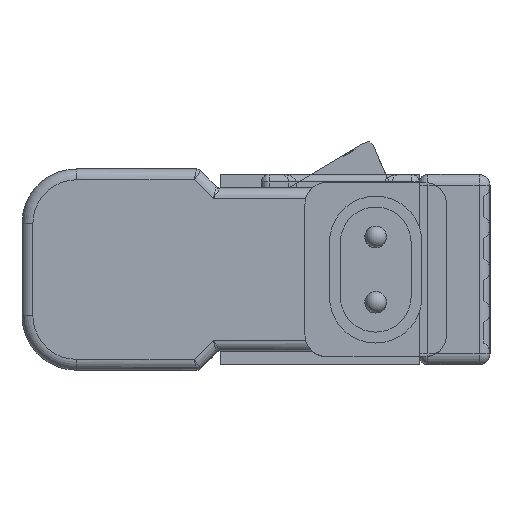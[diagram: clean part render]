
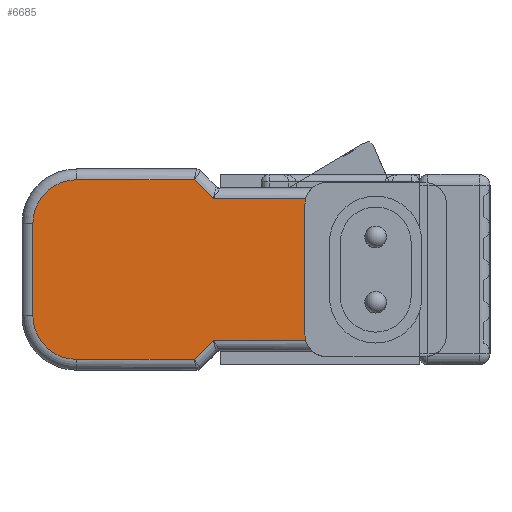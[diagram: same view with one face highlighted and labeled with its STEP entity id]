
A CAD part, left-side view. The second image highlights one B-rep face of the part: STEP entity #6685.
In plain terms, the highlighted planar face has unit normal (-1, 0, 0).
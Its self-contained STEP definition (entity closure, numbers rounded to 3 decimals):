
#63 = EDGE_CURVE ( 'NONE', #7235, #887, #238, .T. ) ;
#184 = EDGE_CURVE ( 'NONE', #887, #1691, #8398, .T. ) ;
#238 = CIRCLE ( 'NONE', #4034, 2. ) ;
#273 = ORIENTED_EDGE ( 'NONE', *, *, #2022, .T. ) ;
#292 = EDGE_CURVE ( 'NONE', #4148, #8423, #7073, .T. ) ;
#310 = LINE ( 'NONE', #668, #5611 ) ;
#379 = AXIS2_PLACEMENT_3D ( 'NONE', #4887, #5592, #1451 ) ;
#467 = EDGE_CURVE ( 'NONE', #4469, #3541, #7618, .T. ) ;
#668 = CARTESIAN_POINT ( 'NONE',  ( -295., 0., -6.5 ) ) ;
#746 = PLANE ( 'NONE',  #379 ) ;
#856 = CARTESIAN_POINT ( 'NONE',  ( -295., 15., -6. ) ) ;
#887 = VERTEX_POINT ( 'NONE', #6185 ) ;
#1010 = CARTESIAN_POINT ( 'NONE',  ( -295., 42., 0. ) ) ;
#1038 = ORIENTED_EDGE ( 'NONE', *, *, #7870, .T. ) ;
#1434 = CARTESIAN_POINT ( 'NONE',  ( -295., 38., -8.25 ) ) ;
#1451 = DIRECTION ( 'NONE',  ( 0., 0., 1. ) ) ;
#1477 = DIRECTION ( 'NONE',  ( 0., 0., 1. ) ) ;
#1519 = CARTESIAN_POINT ( 'NONE',  ( -295., 26.75, -8.25 ) ) ;
#1554 = DIRECTION ( 'NONE',  ( 0., 0., 1. ) ) ;
#1578 = CARTESIAN_POINT ( 'NONE',  ( -295., 15., 6. ) ) ;
#1691 = VERTEX_POINT ( 'NONE', #7238 ) ;
#1717 = DIRECTION ( 'NONE',  ( 0., 0., -1. ) ) ;
#1859 = VECTOR ( 'NONE', #6556, 1000. ) ;
#1913 = VERTEX_POINT ( 'NONE', #5426 ) ;
#1975 = EDGE_CURVE ( 'NONE', #3541, #8739, #5839, .T. ) ;
#2022 = EDGE_CURVE ( 'NONE', #1913, #4148, #310, .T. ) ;
#2096 = DIRECTION ( 'NONE',  ( 0., 0., -1. ) ) ;
#2107 = ORIENTED_EDGE ( 'NONE', *, *, #4822, .T. ) ;
#2161 = EDGE_CURVE ( 'NONE', #5465, #1913, #8255, .T. ) ;
#2246 = DIRECTION ( 'NONE',  ( 0., -1., 0. ) ) ;
#2588 = ORIENTED_EDGE ( 'NONE', *, *, #2161, .T. ) ;
#2774 = CARTESIAN_POINT ( 'NONE',  ( -295., 38., 8.25 ) ) ;
#2972 = CARTESIAN_POINT ( 'NONE',  ( -295., 0., 6.5 ) ) ;
#2976 = LINE ( 'NONE', #1010, #6433 ) ;
#3087 = ORIENTED_EDGE ( 'NONE', *, *, #6115, .T. ) ;
#3333 = ORIENTED_EDGE ( 'NONE', *, *, #7100, .F. ) ;
#3439 = DIRECTION ( 'NONE',  ( -1., 0., 0. ) ) ;
#3541 = VERTEX_POINT ( 'NONE', #2774 ) ;
#3730 = CARTESIAN_POINT ( 'NONE',  ( -295., 17., 6. ) ) ;
#3750 = VECTOR ( 'NONE', #2096, 1000. ) ;
#3759 = FACE_OUTER_BOUND ( 'NONE', #3831, .T. ) ;
#3773 = DIRECTION ( 'NONE',  ( 1., 0., 0. ) ) ;
#3831 = EDGE_LOOP ( 'NONE', ( #273, #8918, #3333, #6106, #8942, #4867, #8670, #7484, #1038, #3087, #2107, #2588 ) ) ;
#3844 = CARTESIAN_POINT ( 'NONE',  ( -295., 27.164, 8.25 ) ) ;
#3874 = DIRECTION ( 'NONE',  ( -1., 0., 0. ) ) ;
#4034 = AXIS2_PLACEMENT_3D ( 'NONE', #1578, #3773, #1477 ) ;
#4148 = VERTEX_POINT ( 'NONE', #6872 ) ;
#4378 = VECTOR ( 'NONE', #6077, 1000. ) ;
#4469 = VERTEX_POINT ( 'NONE', #3844 ) ;
#4522 = LINE ( 'NONE', #1519, #5277 ) ;
#4822 = EDGE_CURVE ( 'NONE', #7673, #5465, #4522, .T. ) ;
#4867 = ORIENTED_EDGE ( 'NONE', *, *, #7463, .T. ) ;
#4887 = CARTESIAN_POINT ( 'NONE',  ( -295., 0., 0. ) ) ;
#5127 = DIRECTION ( 'NONE',  ( 0., -0.707, 0.707 ) ) ;
#5260 = AXIS2_PLACEMENT_3D ( 'NONE', #856, #5693, #1554 ) ;
#5277 = VECTOR ( 'NONE', #2246, 1000. ) ;
#5368 = CARTESIAN_POINT ( 'NONE',  ( -295., 27.457, 8.543 ) ) ;
#5426 = CARTESIAN_POINT ( 'NONE',  ( -295., 25.414, -6.5 ) ) ;
#5465 = VERTEX_POINT ( 'NONE', #6384 ) ;
#5501 = DIRECTION ( 'NONE',  ( 0., -1., 0. ) ) ;
#5555 = CARTESIAN_POINT ( 'NONE',  ( -295., 42., -4.25 ) ) ;
#5592 = DIRECTION ( 'NONE',  ( -1., 0., 0. ) ) ;
#5611 = VECTOR ( 'NONE', #5501, 1000. ) ;
#5693 = DIRECTION ( 'NONE',  ( 1., 0., 0. ) ) ;
#5789 = LINE ( 'NONE', #6967, #3750 ) ;
#5839 = CIRCLE ( 'NONE', #7437, 4. ) ;
#6077 = DIRECTION ( 'NONE',  ( 0., 0.707, 0.707 ) ) ;
#6106 = ORIENTED_EDGE ( 'NONE', *, *, #63, .T. ) ;
#6115 = EDGE_CURVE ( 'NONE', #8297, #7673, #8120, .T. ) ;
#6148 = CARTESIAN_POINT ( 'NONE',  ( -295., 42., 4.25 ) ) ;
#6167 = VECTOR ( 'NONE', #5127, 1000. ) ;
#6184 = AXIS2_PLACEMENT_3D ( 'NONE', #8042, #3874, #8755 ) ;
#6185 = CARTESIAN_POINT ( 'NONE',  ( -295., 16.936, 6.5 ) ) ;
#6226 = LINE ( 'NONE', #5368, #4378 ) ;
#6303 = VECTOR ( 'NONE', #8276, 1000. ) ;
#6384 = CARTESIAN_POINT ( 'NONE',  ( -295., 27.164, -8.25 ) ) ;
#6433 = VECTOR ( 'NONE', #1717, 1000. ) ;
#6556 = DIRECTION ( 'NONE',  ( 0., 1., 0. ) ) ;
#6685 = ADVANCED_FACE ( 'NONE', ( #3759 ), #746, .T. ) ;
#6872 = CARTESIAN_POINT ( 'NONE',  ( -295., 16.936, -6.5 ) ) ;
#6967 = CARTESIAN_POINT ( 'NONE',  ( -295., 17., 8. ) ) ;
#7073 = CIRCLE ( 'NONE', #5260, 2. ) ;
#7100 = EDGE_CURVE ( 'NONE', #7235, #8423, #5789, .T. ) ;
#7235 = VERTEX_POINT ( 'NONE', #3730 ) ;
#7238 = CARTESIAN_POINT ( 'NONE',  ( -295., 25.414, 6.5 ) ) ;
#7437 = AXIS2_PLACEMENT_3D ( 'NONE', #7591, #3439, #8308 ) ;
#7463 = EDGE_CURVE ( 'NONE', #1691, #4469, #6226, .T. ) ;
#7484 = ORIENTED_EDGE ( 'NONE', *, *, #1975, .T. ) ;
#7591 = CARTESIAN_POINT ( 'NONE',  ( -295., 38., 4.25 ) ) ;
#7618 = LINE ( 'NONE', #8686, #1859 ) ;
#7673 = VERTEX_POINT ( 'NONE', #1434 ) ;
#7870 = EDGE_CURVE ( 'NONE', #8739, #8297, #2976, .T. ) ;
#8042 = CARTESIAN_POINT ( 'NONE',  ( -295., 38., -4.25 ) ) ;
#8120 = CIRCLE ( 'NONE', #6184, 4. ) ;
#8255 = LINE ( 'NONE', #8620, #6167 ) ;
#8276 = DIRECTION ( 'NONE',  ( 0., 1., 0. ) ) ;
#8297 = VERTEX_POINT ( 'NONE', #5555 ) ;
#8308 = DIRECTION ( 'NONE',  ( 0., 0., 1. ) ) ;
#8398 = LINE ( 'NONE', #2972, #6303 ) ;
#8423 = VERTEX_POINT ( 'NONE', #8516 ) ;
#8516 = CARTESIAN_POINT ( 'NONE',  ( -295., 17., -6. ) ) ;
#8620 = CARTESIAN_POINT ( 'NONE',  ( -295., 25.707, -6.793 ) ) ;
#8670 = ORIENTED_EDGE ( 'NONE', *, *, #467, .T. ) ;
#8686 = CARTESIAN_POINT ( 'NONE',  ( -295., 38., 8.25 ) ) ;
#8739 = VERTEX_POINT ( 'NONE', #6148 ) ;
#8755 = DIRECTION ( 'NONE',  ( 0., 0., 1. ) ) ;
#8918 = ORIENTED_EDGE ( 'NONE', *, *, #292, .T. ) ;
#8942 = ORIENTED_EDGE ( 'NONE', *, *, #184, .T. ) ;
